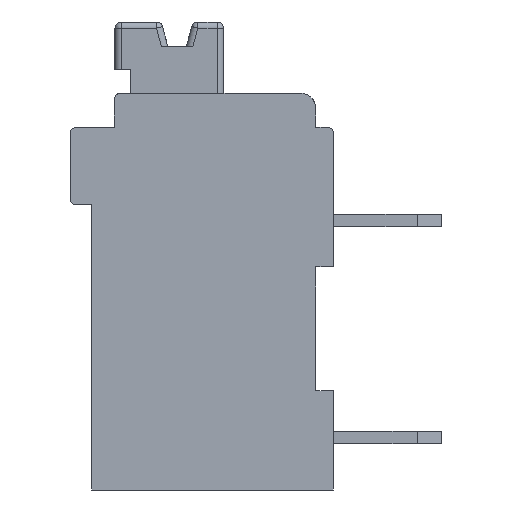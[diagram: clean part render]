
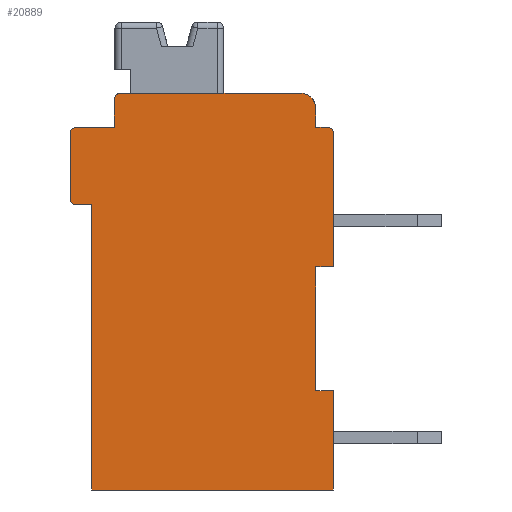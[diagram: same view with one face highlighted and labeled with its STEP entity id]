
A CAD part, left-side view. The second image highlights one B-rep face of the part: STEP entity #20889.
In plain terms, the highlighted planar face has unit normal (-1, 0, 0).
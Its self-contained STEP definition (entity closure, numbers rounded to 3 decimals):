
#514=PLANE('',#22156);
#1211=CIRCLE('',#22104,0.5);
#1213=CIRCLE('',#22108,0.2);
#1245=CIRCLE('',#22157,0.2);
#1246=CIRCLE('',#22158,0.2);
#1247=CIRCLE('',#22159,0.2);
#3294=ORIENTED_EDGE('',*,*,#9120,.F.);
#3295=ORIENTED_EDGE('',*,*,#9010,.T.);
#3296=ORIENTED_EDGE('',*,*,#9005,.F.);
#3297=ORIENTED_EDGE('',*,*,#9017,.T.);
#3298=ORIENTED_EDGE('',*,*,#9015,.F.);
#3299=ORIENTED_EDGE('',*,*,#9061,.F.);
#3300=ORIENTED_EDGE('',*,*,#9204,.T.);
#3301=ORIENTED_EDGE('',*,*,#9053,.F.);
#3302=ORIENTED_EDGE('',*,*,#9205,.T.);
#3303=ORIENTED_EDGE('',*,*,#9050,.F.);
#3304=ORIENTED_EDGE('',*,*,#7989,.F.);
#3305=ORIENTED_EDGE('',*,*,#9035,.F.);
#3306=ORIENTED_EDGE('',*,*,#9043,.F.);
#3307=ORIENTED_EDGE('',*,*,#9049,.F.);
#3308=ORIENTED_EDGE('',*,*,#9165,.F.);
#3309=ORIENTED_EDGE('',*,*,#9045,.F.);
#3310=ORIENTED_EDGE('',*,*,#8008,.F.);
#3311=ORIENTED_EDGE('',*,*,#9206,.T.);
#3312=ORIENTED_EDGE('',*,*,#9121,.F.);
#7989=EDGE_CURVE('',#11100,#11101,#13086,.T.);
#8008=EDGE_CURVE('',#11112,#11113,#13105,.T.);
#9005=EDGE_CURVE('',#11955,#11956,#14036,.T.);
#9010=EDGE_CURVE('',#11960,#11956,#1211,.F.);
#9015=EDGE_CURVE('',#11964,#11961,#14043,.T.);
#9017=EDGE_CURVE('',#11955,#11961,#1213,.F.);
#9035=EDGE_CURVE('',#11978,#11100,#14061,.T.);
#9043=EDGE_CURVE('',#11983,#11978,#14069,.T.);
#9045=EDGE_CURVE('',#11113,#11985,#14071,.T.);
#9049=EDGE_CURVE('',#11987,#11983,#14075,.T.);
#9050=EDGE_CURVE('',#11101,#11988,#14076,.T.);
#9053=EDGE_CURVE('',#11989,#11990,#14079,.T.);
#9061=EDGE_CURVE('',#11993,#11964,#14084,.T.);
#9120=EDGE_CURVE('',#11960,#12023,#14115,.T.);
#9121=EDGE_CURVE('',#12023,#12024,#14116,.T.);
#9165=EDGE_CURVE('',#11985,#11987,#14160,.T.);
#9204=EDGE_CURVE('',#11993,#11990,#1245,.F.);
#9205=EDGE_CURVE('',#11989,#11988,#1246,.F.);
#9206=EDGE_CURVE('',#11112,#12024,#1247,.F.);
#11100=VERTEX_POINT('',#29473);
#11101=VERTEX_POINT('',#29475);
#11112=VERTEX_POINT('',#29508);
#11113=VERTEX_POINT('',#29510);
#11955=VERTEX_POINT('',#31584);
#11956=VERTEX_POINT('',#31586);
#11960=VERTEX_POINT('',#31600);
#11961=VERTEX_POINT('',#31604);
#11964=VERTEX_POINT('',#31609);
#11978=VERTEX_POINT('',#31649);
#11983=VERTEX_POINT('',#31665);
#11985=VERTEX_POINT('',#31671);
#11987=VERTEX_POINT('',#31677);
#11988=VERTEX_POINT('',#31681);
#11989=VERTEX_POINT('',#31685);
#11990=VERTEX_POINT('',#31687);
#11993=VERTEX_POINT('',#31698);
#12023=VERTEX_POINT('',#31787);
#12024=VERTEX_POINT('',#31792);
#13086=LINE('',#29474,#15722);
#13105=LINE('',#29509,#15741);
#14036=LINE('',#31585,#16672);
#14043=LINE('',#31610,#16679);
#14061=LINE('',#31650,#16697);
#14069=LINE('',#31666,#16705);
#14071=LINE('',#31670,#16707);
#14075=LINE('',#31678,#16711);
#14076=LINE('',#31680,#16712);
#14079=LINE('',#31686,#16715);
#14084=LINE('',#31699,#16720);
#14115=LINE('',#31789,#16751);
#14116=LINE('',#31791,#16752);
#14160=LINE('',#31859,#16796);
#15722=VECTOR('',#23615,1000.);
#15741=VECTOR('',#23642,1000.);
#16672=VECTOR('',#25033,1000.);
#16679=VECTOR('',#25048,1000.);
#16697=VECTOR('',#25082,1000.);
#16705=VECTOR('',#25096,1000.);
#16707=VECTOR('',#25100,1000.);
#16711=VECTOR('',#25106,1000.);
#16712=VECTOR('',#25109,1000.);
#16715=VECTOR('',#25114,1000.);
#16720=VECTOR('',#25127,1000.);
#16751=VECTOR('',#25216,1000.);
#16752=VECTOR('',#25219,1000.);
#16796=VECTOR('',#25265,1000.);
#18425=EDGE_LOOP('',(#3294,#3295,#3296,#3297,#3298,#3299,#3300,#3301,#3302,
#3303,#3304,#3305,#3306,#3307,#3308,#3309,#3310,#3311,#3312));
#19557=FACE_BOUND('',#18425,.T.);
#20889=ADVANCED_FACE('',(#19557),#514,.F.);
#22104=AXIS2_PLACEMENT_3D('',#31599,#25040,#25041);
#22108=AXIS2_PLACEMENT_3D('',#31613,#25053,#25054);
#22156=AXIS2_PLACEMENT_3D('',#31916,#25304,#25305);
#22157=AXIS2_PLACEMENT_3D('',#31917,#25306,#25307);
#22158=AXIS2_PLACEMENT_3D('',#31918,#25308,#25309);
#22159=AXIS2_PLACEMENT_3D('',#31919,#25310,#25311);
#23615=DIRECTION('',(0.,0.,1.));
#23642=DIRECTION('',(0.,0.,-1.));
#25033=DIRECTION('',(0.,-1.,0.));
#25040=DIRECTION('',(1.,0.,0.));
#25041=DIRECTION('',(0.,0.,-1.));
#25048=DIRECTION('',(0.,0.,1.));
#25053=DIRECTION('',(1.,0.,0.));
#25054=DIRECTION('',(0.,0.,-1.));
#25082=DIRECTION('',(0.,1.,0.));
#25096=DIRECTION('',(0.,0.,-1.));
#25100=DIRECTION('',(0.,1.,0.));
#25106=DIRECTION('',(0.,-1.,0.));
#25109=DIRECTION('',(0.,1.,0.));
#25114=DIRECTION('',(0.,0.,1.));
#25127=DIRECTION('',(0.,-1.,0.));
#25216=DIRECTION('',(0.,0.,-1.));
#25219=DIRECTION('',(0.,-1.,0.));
#25265=DIRECTION('',(0.,0.,-1.));
#25304=DIRECTION('',(1.,0.,0.));
#25305=DIRECTION('',(0.,0.,-1.));
#25306=DIRECTION('',(1.,0.,0.));
#25307=DIRECTION('',(0.,0.,-1.));
#25308=DIRECTION('',(1.,0.,0.));
#25309=DIRECTION('',(0.,0.,-1.));
#25310=DIRECTION('',(1.,0.,0.));
#25311=DIRECTION('',(0.,0.,-1.));
#29473=CARTESIAN_POINT('',(-17.85,3.98,-5.2));
#29474=CARTESIAN_POINT('',(-17.85,3.98,4.));
#29475=CARTESIAN_POINT('',(-17.85,3.98,4.));
#29508=CARTESIAN_POINT('',(-17.85,-3.82,6.3));
#29509=CARTESIAN_POINT('',(-17.85,-3.82,6.5));
#29510=CARTESIAN_POINT('',(-17.85,-3.82,2.));
#31584=CARTESIAN_POINT('',(-17.85,3.05,7.6));
#31585=CARTESIAN_POINT('',(-17.85,3.25,7.6));
#31586=CARTESIAN_POINT('',(-17.85,-2.75,7.6));
#31599=CARTESIAN_POINT('',(-17.85,-2.75,7.1));
#31600=CARTESIAN_POINT('',(-17.85,-3.25,7.1));
#31604=CARTESIAN_POINT('',(-17.85,3.25,7.4));
#31609=CARTESIAN_POINT('',(-17.85,3.25,6.5));
#31610=CARTESIAN_POINT('',(-17.85,3.25,7.6));
#31613=CARTESIAN_POINT('',(-17.85,3.05,7.4));
#31649=CARTESIAN_POINT('',(-17.85,-3.82,-5.2));
#31650=CARTESIAN_POINT('',(-17.85,-3.82,-5.2));
#31665=CARTESIAN_POINT('',(-17.85,-3.82,-2.));
#31666=CARTESIAN_POINT('',(-17.85,-3.82,-2.));
#31670=CARTESIAN_POINT('',(-17.85,-3.82,2.));
#31671=CARTESIAN_POINT('',(-17.85,-3.25,2.));
#31677=CARTESIAN_POINT('',(-17.85,-3.25,-2.));
#31678=CARTESIAN_POINT('',(-17.85,-3.25,-2.));
#31680=CARTESIAN_POINT('',(-17.85,4.68,4.));
#31681=CARTESIAN_POINT('',(-17.85,4.48,4.));
#31685=CARTESIAN_POINT('',(-17.85,4.68,4.2));
#31686=CARTESIAN_POINT('',(-17.85,4.68,4.));
#31687=CARTESIAN_POINT('',(-17.85,4.68,6.3));
#31698=CARTESIAN_POINT('',(-17.85,4.48,6.5));
#31699=CARTESIAN_POINT('',(-17.85,3.25,6.5));
#31787=CARTESIAN_POINT('',(-17.85,-3.25,6.5));
#31789=CARTESIAN_POINT('',(-17.85,-3.25,6.5));
#31791=CARTESIAN_POINT('',(-17.85,-3.82,6.5));
#31792=CARTESIAN_POINT('',(-17.85,-3.62,6.5));
#31859=CARTESIAN_POINT('',(-17.85,-3.25,2.));
#31916=CARTESIAN_POINT('',(-17.85,0.,0.));
#31917=CARTESIAN_POINT('',(-17.85,4.48,6.3));
#31918=CARTESIAN_POINT('',(-17.85,4.48,4.2));
#31919=CARTESIAN_POINT('',(-17.85,-3.62,6.3));
